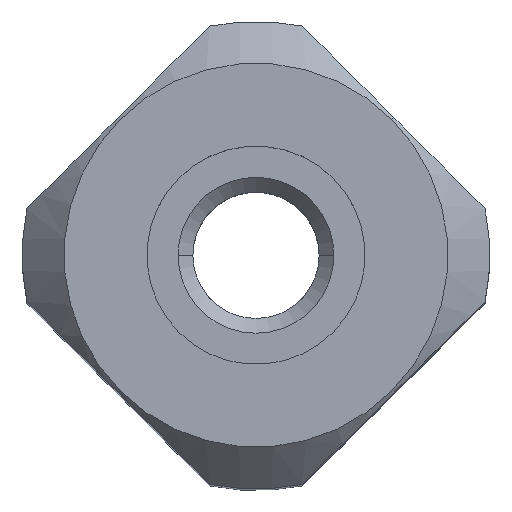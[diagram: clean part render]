
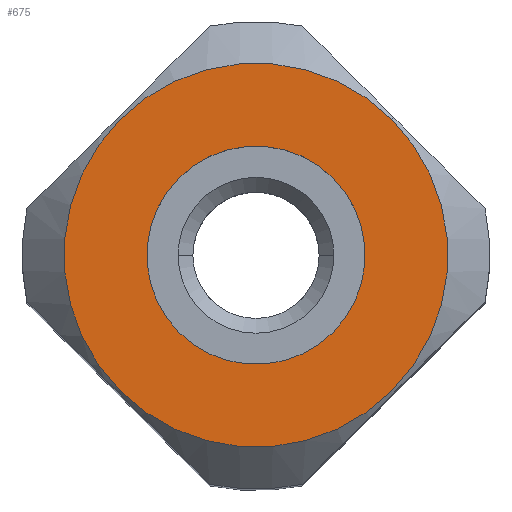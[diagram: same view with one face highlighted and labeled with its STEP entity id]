
A CAD part, top view. The second image highlights one B-rep face of the part: STEP entity #675.
In plain terms, the highlighted planar face has unit normal (0, 0, 1).
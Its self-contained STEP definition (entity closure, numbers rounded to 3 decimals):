
#309=EDGE_CURVE('',#363,#617,#819,.T.);
#351=VERTEX_POINT('',#867);
#363=VERTEX_POINT('',#880);
#413=VERTEX_POINT('',#934);
#489=EDGE_CURVE('',#413,#351,#1020,.T.);
#519=EDGE_CURVE('',#617,#363,#1052,.T.);
#545=EDGE_CURVE('',#351,#413,#1078,.T.);
#617=VERTEX_POINT('',#1157);
#675=ADVANCED_FACE('',(#1219,#1220),#1221,.T.);
#819=CIRCLE('',#1391,2.8);
#867=CARTESIAN_POINT('',(-3.484,-3.484,0.));
#880=CARTESIAN_POINT('',(-1.98,-1.98,0.));
#934=CARTESIAN_POINT('',(3.484,3.484,0.));
#1020=CIRCLE('',#1713,4.927);
#1052=CIRCLE('',#1760,2.8);
#1078=CIRCLE('',#1818,4.927);
#1157=CARTESIAN_POINT('',(1.98,1.98,0.0));
#1219=FACE_BOUND('',#2042,.T.);
#1220=FACE_OUTER_BOUND('',#2043,.T.);
#1221=PLANE('',#2044);
#1391=AXIS2_PLACEMENT_3D('',#2235,#2236,#2237);
#1713=AXIS2_PLACEMENT_3D('',#2471,#2472,#2473);
#1760=AXIS2_PLACEMENT_3D('',#2514,#2515,#2516);
#1818=AXIS2_PLACEMENT_3D('',#2535,#2536,#2537);
#2042=EDGE_LOOP('',(#2706,#2707));
#2043=EDGE_LOOP('',(#2708,#2709));
#2044=AXIS2_PLACEMENT_3D('',#2710,#2711,#2712);
#2235=CARTESIAN_POINT('',(0.0,0.0,0.0));
#2236=DIRECTION('',(0.,0.,1.0));
#2237=DIRECTION('',(0.707,0.707,0.0));
#2471=CARTESIAN_POINT('',(0.,0.,0.));
#2472=DIRECTION('',(0.,0.,1.0));
#2473=DIRECTION('',(0.707,0.707,0.0));
#2514=CARTESIAN_POINT('',(0.0,0.0,0.0));
#2515=DIRECTION('',(0.,0.,1.0));
#2516=DIRECTION('',(0.707,0.707,0.0));
#2535=CARTESIAN_POINT('',(0.,0.,0.));
#2536=DIRECTION('',(0.,0.,1.0));
#2537=DIRECTION('',(0.707,0.707,0.0));
#2706=ORIENTED_EDGE('',*,*,#519,.F.);
#2707=ORIENTED_EDGE('',*,*,#309,.F.);
#2708=ORIENTED_EDGE('',*,*,#489,.T.);
#2709=ORIENTED_EDGE('',*,*,#545,.T.);
#2710=CARTESIAN_POINT('',(2.732,2.732,0.0));
#2711=DIRECTION('',(0.,0.,1.0));
#2712=DIRECTION('',(0.707,0.707,0.));
